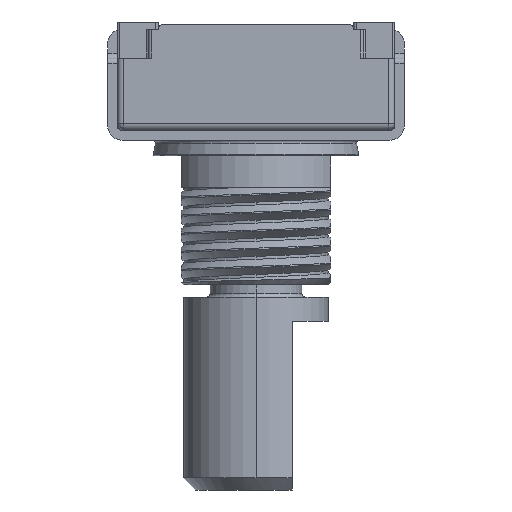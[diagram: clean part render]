
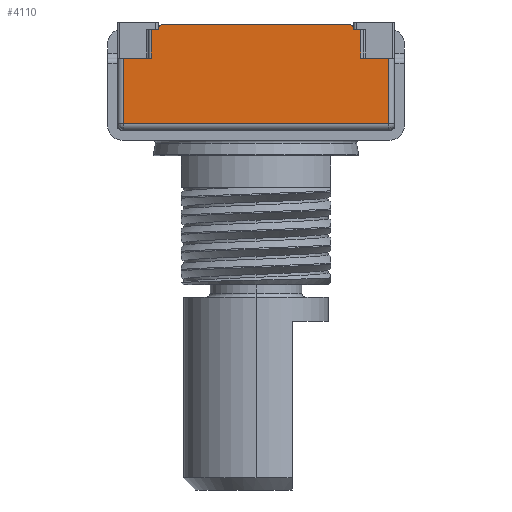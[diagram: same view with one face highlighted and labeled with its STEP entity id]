
A CAD part, left-side view. The second image highlights one B-rep face of the part: STEP entity #4110.
In plain terms, the highlighted face is planar.
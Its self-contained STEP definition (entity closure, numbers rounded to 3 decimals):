
#500=CARTESIAN_POINT('',(9.6,11.5,-0.2));
#510=VERTEX_POINT('',#500);
#560=CARTESIAN_POINT('',(1.7,11.5,-0.2));
#570=DIRECTION('',(1.,0.,0.));
#580=VECTOR('',#570,1.);
#590=LINE('',#560,#580);
#600=CARTESIAN_POINT('',(1.9,11.5,-0.2));
#610=VERTEX_POINT('',#600);
#620=EDGE_CURVE('',#610,#510,#590,.T.);
#3190=CARTESIAN_POINT('',(5.75,11.5,0.9));
#3200=DIRECTION('',(0.,1.,0.));
#3210=DIRECTION('',(0.,0.,1.));
#3220=AXIS2_PLACEMENT_3D('',#3190,#3200,#3210);
#3230=PLANE('',#3220);
#3240=CARTESIAN_POINT('',(11.5,11.5,3.9));
#3250=DIRECTION('',(1.,0.,0.));
#3260=VECTOR('',#3250,1.);
#3270=LINE('',#3240,#3260);
#3280=CARTESIAN_POINT('',(0.25,11.5,3.9));
#3290=VERTEX_POINT('',#3280);
#3300=CARTESIAN_POINT('',(11.25,11.5,3.9));
#3310=VERTEX_POINT('',#3300);
#3320=EDGE_CURVE('',#3290,#3310,#3270,.T.);
#3330=ORIENTED_EDGE('',*,*,#3320,.T.);
#3340=CARTESIAN_POINT('',(0.25,11.5,4.2));
#3350=DIRECTION('',(0.,0.,-1.));
#3360=VECTOR('',#3350,1.);
#3370=LINE('',#3340,#3360);
#3380=CARTESIAN_POINT('',(0.25,11.5,1.2));
#3390=VERTEX_POINT('',#3380);
#3400=EDGE_CURVE('',#3290,#3390,#3370,.T.);
#3410=ORIENTED_EDGE('',*,*,#3400,.F.);
#3420=CARTESIAN_POINT('',(1.3,11.5,1.2));
#3430=DIRECTION('',(-1.,0.,0.));
#3440=VECTOR('',#3430,1.);
#3450=LINE('',#3420,#3440);
#3460=CARTESIAN_POINT('',(1.4,11.5,1.2));
#3470=VERTEX_POINT('',#3460);
#3480=EDGE_CURVE('',#3470,#3390,#3450,.T.);
#3490=ORIENTED_EDGE('',*,*,#3480,.T.);
#3500=CARTESIAN_POINT('',(1.4,11.5,0.));
#3510=DIRECTION('',(0.,0.,1.));
#3520=VECTOR('',#3510,1.);
#3530=LINE('',#3500,#3520);
#3540=CARTESIAN_POINT('',(1.4,11.5,0.));
#3550=VERTEX_POINT('',#3540);
#3560=EDGE_CURVE('',#3550,#3470,#3530,.T.);
#3570=ORIENTED_EDGE('',*,*,#3560,.T.);
#3580=CARTESIAN_POINT('',(5.75,11.5,0.));
#3590=DIRECTION('',(-1.,0.,0.));
#3600=VECTOR('',#3590,1.);
#3610=LINE('',#3580,#3600);
#3620=CARTESIAN_POINT('',(1.7,11.5,0.));
#3630=VERTEX_POINT('',#3620);
#3640=EDGE_CURVE('',#3630,#3550,#3610,.T.);
#3650=ORIENTED_EDGE('',*,*,#3640,.T.);
#3660=CARTESIAN_POINT('',(1.9,11.5,0.));
#3670=DIRECTION('',(0.,1.,0.));
#3680=DIRECTION('',(-1.,0.,0.));
#3690=AXIS2_PLACEMENT_3D('',#3660,#3670,#3680);
#3700=CIRCLE('',#3690,0.2);
#3710=EDGE_CURVE('',#610,#3630,#3700,.T.);
#3720=ORIENTED_EDGE('',*,*,#3710,.T.);
#3730=ORIENTED_EDGE('',*,*,#620,.F.);
#3740=CARTESIAN_POINT('',(9.6,11.5,0.));
#3750=DIRECTION('',(0.,-1.,0.));
#3760=DIRECTION('',(1.,0.,0.));
#3770=AXIS2_PLACEMENT_3D('',#3740,#3750,#3760);
#3780=CIRCLE('',#3770,0.2);
#3790=CARTESIAN_POINT('',(9.8,11.5,0.));
#3800=VERTEX_POINT('',#3790);
#3810=EDGE_CURVE('',#510,#3800,#3780,.T.);
#3820=ORIENTED_EDGE('',*,*,#3810,.F.);
#3830=CARTESIAN_POINT('',(10.1,11.5,0.));
#3840=VERTEX_POINT('',#3830);
#3850=EDGE_CURVE('',#3840,#3800,#3610,.T.);
#3860=ORIENTED_EDGE('',*,*,#3850,.T.);
#3870=CARTESIAN_POINT('',(10.1,11.5,0.));
#3880=DIRECTION('',(0.,0.,-1.));
#3890=VECTOR('',#3880,1.);
#3900=LINE('',#3870,#3890);
#3910=CARTESIAN_POINT('',(10.1,11.5,1.2));
#3920=VERTEX_POINT('',#3910);
#3930=EDGE_CURVE('',#3920,#3840,#3900,.T.);
#3940=ORIENTED_EDGE('',*,*,#3930,.T.);
#3950=CARTESIAN_POINT('',(10.2,11.5,1.2));
#3960=DIRECTION('',(1.,0.,0.));
#3970=VECTOR('',#3960,1.);
#3980=LINE('',#3950,#3970);
#3990=CARTESIAN_POINT('',(11.25,11.5,1.2));
#4000=VERTEX_POINT('',#3990);
#4010=EDGE_CURVE('',#3920,#4000,#3980,.T.);
#4020=ORIENTED_EDGE('',*,*,#4010,.F.);
#4030=CARTESIAN_POINT('',(11.25,11.5,4.2));
#4040=DIRECTION('',(0.,0.,-1.));
#4050=VECTOR('',#4040,1.);
#4060=LINE('',#4030,#4050);
#4070=EDGE_CURVE('',#3310,#4000,#4060,.T.);
#4080=ORIENTED_EDGE('',*,*,#4070,.T.);
#4090=EDGE_LOOP('',(#4080,#4020,#3940,#3860,#3820,#3730,#3720,#3650,
#3570,#3490,#3410,#3330));
#4100=FACE_OUTER_BOUND('',#4090,.T.);
#4110=ADVANCED_FACE('',(#4100),#3230,.T.);
